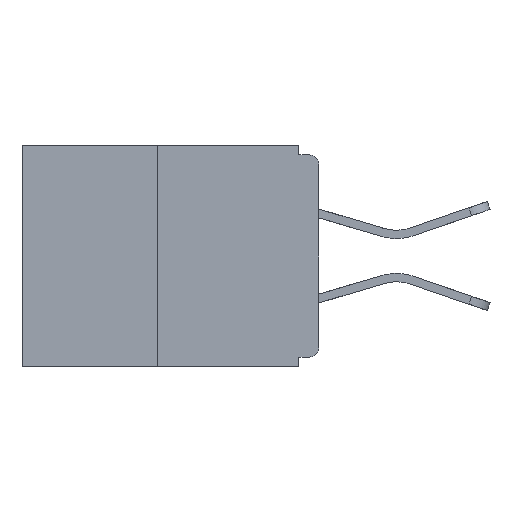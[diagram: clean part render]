
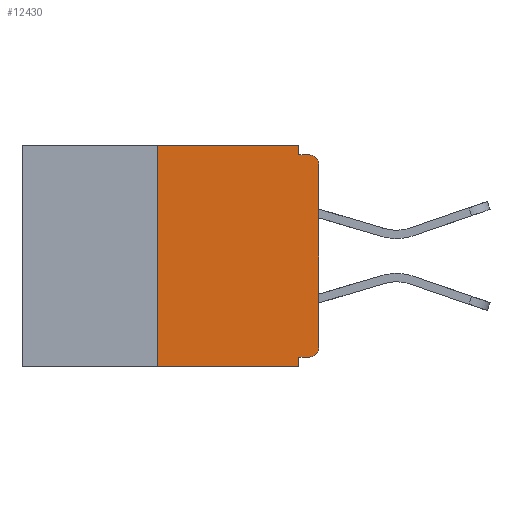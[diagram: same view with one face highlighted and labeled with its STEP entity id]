
A CAD part, left-side view. The second image highlights one B-rep face of the part: STEP entity #12430.
In plain terms, the highlighted planar face has unit normal (-1, 0, 0).
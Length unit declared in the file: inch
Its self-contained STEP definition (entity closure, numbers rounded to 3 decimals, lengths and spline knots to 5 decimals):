
#32 = DIRECTION ( 'NONE',  ( 0., 0., -1. ) ) ;
#411 = LINE ( 'NONE', #2337, #6208 ) ;
#604 = ORIENTED_EDGE ( 'NONE', *, *, #7964, .F. ) ;
#802 = ORIENTED_EDGE ( 'NONE', *, *, #6670, .F. ) ;
#1068 = ORIENTED_EDGE ( 'NONE', *, *, #19674, .T. ) ;
#1132 = CARTESIAN_POINT ( 'NONE',  ( 0., 0.46, 0. ) ) ;
#1353 = CARTESIAN_POINT ( 'NONE',  ( 0., 0., -0.328 ) ) ;
#1477 = CARTESIAN_POINT ( 'NONE',  ( 0., 0.031, -0.343 ) ) ;
#2057 = AXIS2_PLACEMENT_3D ( 'NONE', #1132, #11999, #13593 ) ;
#2223 = LINE ( 'NONE', #1477, #9515 ) ;
#2282 = DIRECTION ( 'NONE',  ( 0., 0., -1. ) ) ;
#2337 = CARTESIAN_POINT ( 'NONE',  ( 0., 0., 0. ) ) ;
#2420 = VERTEX_POINT ( 'NONE', #8726 ) ;
#2727 = CARTESIAN_POINT ( 'NONE',  ( 0., 0.25, 0. ) ) ;
#2819 = ORIENTED_EDGE ( 'NONE', *, *, #17325, .T. ) ;
#3042 = FACE_OUTER_BOUND ( 'NONE', #19761, .T. ) ;
#3132 = VECTOR ( 'NONE', #13874, 39.37008 ) ;
#3201 = AXIS2_PLACEMENT_3D ( 'NONE', #19260, #17662, #3493 ) ;
#3493 = DIRECTION ( 'NONE',  ( 0., 0., -1. ) ) ;
#3948 = LINE ( 'NONE', #9929, #15917 ) ;
#4405 = ORIENTED_EDGE ( 'NONE', *, *, #14914, .F. ) ;
#4609 = CIRCLE ( 'NONE', #6540, 0.015 ) ;
#5078 = DIRECTION ( 'NONE',  ( 0., -1., 0. ) ) ;
#5103 = EDGE_CURVE ( 'NONE', #7340, #12494, #14957, .T. ) ;
#5568 = DIRECTION ( 'NONE',  ( 0., 0., 1. ) ) ;
#6022 = VERTEX_POINT ( 'NONE', #9337 ) ;
#6208 = VECTOR ( 'NONE', #5568, 39.37008 ) ;
#6540 = AXIS2_PLACEMENT_3D ( 'NONE', #8933, #12153, #19944 ) ;
#6670 = EDGE_CURVE ( 'NONE', #19492, #12494, #2223, .T. ) ;
#6973 = VERTEX_POINT ( 'NONE', #20136 ) ;
#7340 = VERTEX_POINT ( 'NONE', #14490 ) ;
#7550 = LINE ( 'NONE', #16429, #19472 ) ;
#7964 = EDGE_CURVE ( 'NONE', #2420, #19492, #8960, .T. ) ;
#8136 = ORIENTED_EDGE ( 'NONE', *, *, #12139, .T. ) ;
#8726 = CARTESIAN_POINT ( 'NONE',  ( 0., 0.015, -0.328 ) ) ;
#8870 = EDGE_CURVE ( 'NONE', #7340, #6973, #11521, .T. ) ;
#8887 = CIRCLE ( 'NONE', #3201, 0.015 ) ;
#8933 = CARTESIAN_POINT ( 'NONE',  ( 0., 0.015, -0.313 ) ) ;
#8960 = LINE ( 'NONE', #1353, #3132 ) ;
#9282 = CARTESIAN_POINT ( 'NONE',  ( 0., 0., -0.313 ) ) ;
#9337 = CARTESIAN_POINT ( 'NONE',  ( 0., 0.031, -0.015 ) ) ;
#9515 = VECTOR ( 'NONE', #32, 39.37008 ) ;
#9929 = CARTESIAN_POINT ( 'NONE',  ( 0., 0., -0.015 ) ) ;
#10655 = VERTEX_POINT ( 'NONE', #9282 ) ;
#11454 = DIRECTION ( 'NONE',  ( 0., -1., 0. ) ) ;
#11521 = LINE ( 'NONE', #2727, #12498 ) ;
#11562 = DIRECTION ( 'NONE',  ( 0., -1., 0. ) ) ;
#11987 = VECTOR ( 'NONE', #2282, 39.37008 ) ;
#11999 = DIRECTION ( 'NONE',  ( 1., 0., 0. ) ) ;
#12139 = EDGE_CURVE ( 'NONE', #14591, #13165, #8887, .T. ) ;
#12153 = DIRECTION ( 'NONE',  ( -1., 0., 0. ) ) ;
#12430 = ADVANCED_FACE ( 'NONE', ( #3042 ), #19719, .F. ) ;
#12494 = VERTEX_POINT ( 'NONE', #14774 ) ;
#12498 = VECTOR ( 'NONE', #13500, 39.37008 ) ;
#12555 = ORIENTED_EDGE ( 'NONE', *, *, #16363, .F. ) ;
#13117 = CARTESIAN_POINT ( 'NONE',  ( 0., 0.031, 0. ) ) ;
#13165 = VERTEX_POINT ( 'NONE', #16108 ) ;
#13500 = DIRECTION ( 'NONE',  ( 0., 0., 1. ) ) ;
#13593 = DIRECTION ( 'NONE',  ( 0., 0., -1. ) ) ;
#13722 = ORIENTED_EDGE ( 'NONE', *, *, #8870, .F. ) ;
#13874 = DIRECTION ( 'NONE',  ( 0., 1., 0. ) ) ;
#14362 = EDGE_CURVE ( 'NONE', #14868, #6022, #16151, .T. ) ;
#14490 = CARTESIAN_POINT ( 'NONE',  ( 0., 0.25, -0.343 ) ) ;
#14591 = VERTEX_POINT ( 'NONE', #16848 ) ;
#14774 = CARTESIAN_POINT ( 'NONE',  ( 0., 0.031, -0.343 ) ) ;
#14868 = VERTEX_POINT ( 'NONE', #19107 ) ;
#14914 = EDGE_CURVE ( 'NONE', #6973, #14868, #7550, .T. ) ;
#14957 = LINE ( 'NONE', #19201, #17144 ) ;
#15917 = VECTOR ( 'NONE', #5078, 39.37008 ) ;
#16108 = CARTESIAN_POINT ( 'NONE',  ( 0., 0.015, -0.015 ) ) ;
#16151 = LINE ( 'NONE', #13117, #11987 ) ;
#16363 = EDGE_CURVE ( 'NONE', #6022, #13165, #3948, .T. ) ;
#16429 = CARTESIAN_POINT ( 'NONE',  ( 0., 0.46, 0. ) ) ;
#16848 = CARTESIAN_POINT ( 'NONE',  ( 0., 0., -0.03 ) ) ;
#17004 = ORIENTED_EDGE ( 'NONE', *, *, #14362, .F. ) ;
#17144 = VECTOR ( 'NONE', #11454, 39.37008 ) ;
#17177 = CARTESIAN_POINT ( 'NONE',  ( 0., 0.031, -0.328 ) ) ;
#17325 = EDGE_CURVE ( 'NONE', #2420, #10655, #4609, .T. ) ;
#17662 = DIRECTION ( 'NONE',  ( -1., 0., 0. ) ) ;
#18416 = ORIENTED_EDGE ( 'NONE', *, *, #5103, .T. ) ;
#19107 = CARTESIAN_POINT ( 'NONE',  ( 0., 0.031, 0. ) ) ;
#19201 = CARTESIAN_POINT ( 'NONE',  ( 0., 0.46, -0.343 ) ) ;
#19260 = CARTESIAN_POINT ( 'NONE',  ( 0., 0.015, -0.03 ) ) ;
#19472 = VECTOR ( 'NONE', #11562, 39.37008 ) ;
#19492 = VERTEX_POINT ( 'NONE', #17177 ) ;
#19674 = EDGE_CURVE ( 'NONE', #10655, #14591, #411, .T. ) ;
#19719 = PLANE ( 'NONE',  #2057 ) ;
#19761 = EDGE_LOOP ( 'NONE', ( #4405, #13722, #18416, #802, #604, #2819, #1068, #8136, #12555, #17004 ) ) ;
#19944 = DIRECTION ( 'NONE',  ( 0., 0., -1. ) ) ;
#20136 = CARTESIAN_POINT ( 'NONE',  ( 0., 0.25, 0. ) ) ;
